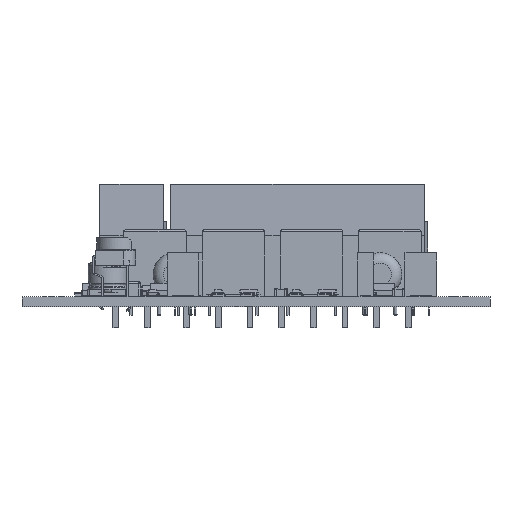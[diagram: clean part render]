
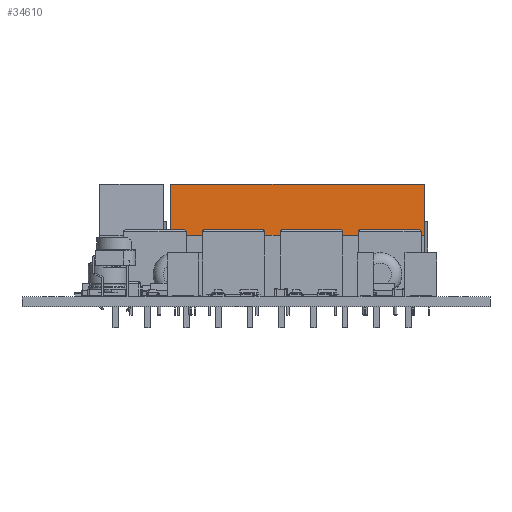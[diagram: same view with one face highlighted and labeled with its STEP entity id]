
A CAD part, front view. The second image highlights one B-rep face of the part: STEP entity #34610.
In plain terms, the highlighted face is planar.
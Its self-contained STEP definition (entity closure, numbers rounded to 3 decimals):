
#34442 = VERTEX_POINT('',#34443);
#34443 = CARTESIAN_POINT('',(-2.54,3.92,9.8));
#34449 = EDGE_CURVE('',#34450,#34442,#34452,.T.);
#34450 = VERTEX_POINT('',#34451);
#34451 = CARTESIAN_POINT('',(-2.54,3.644,18.));
#34452 = LINE('',#34453,#34454);
#34453 = CARTESIAN_POINT('',(-2.54,3.644,18.));
#34454 = VECTOR('',#34455,1.);
#34455 = DIRECTION('',(0.,0.034,-0.999));
#34503 = EDGE_CURVE('',#34450,#34504,#34506,.T.);
#34504 = VERTEX_POINT('',#34505);
#34505 = CARTESIAN_POINT('',(38.1,3.644,18.));
#34506 = LINE('',#34507,#34508);
#34507 = CARTESIAN_POINT('',(-2.54,3.644,18.));
#34508 = VECTOR('',#34509,1.);
#34509 = DIRECTION('',(1.,0.,0.));
#34610 = ADVANCED_FACE('',(#34611),#34629,.T.);
#34611 = FACE_BOUND('',#34612,.T.);
#34612 = EDGE_LOOP('',(#34613,#34614,#34622,#34628));
#34613 = ORIENTED_EDGE('',*,*,#34503,.T.);
#34614 = ORIENTED_EDGE('',*,*,#34615,.T.);
#34615 = EDGE_CURVE('',#34504,#34616,#34618,.T.);
#34616 = VERTEX_POINT('',#34617);
#34617 = CARTESIAN_POINT('',(38.1,3.92,9.8));
#34618 = LINE('',#34619,#34620);
#34619 = CARTESIAN_POINT('',(38.1,3.644,18.));
#34620 = VECTOR('',#34621,1.);
#34621 = DIRECTION('',(0.,0.034,-0.999));
#34622 = ORIENTED_EDGE('',*,*,#34623,.F.);
#34623 = EDGE_CURVE('',#34442,#34616,#34624,.T.);
#34624 = LINE('',#34625,#34626);
#34625 = CARTESIAN_POINT('',(-2.54,3.92,9.8));
#34626 = VECTOR('',#34627,1.);
#34627 = DIRECTION('',(1.,0.,0.));
#34628 = ORIENTED_EDGE('',*,*,#34449,.F.);
#34629 = PLANE('',#34630);
#34630 = AXIS2_PLACEMENT_3D('',#34631,#34632,#34633);
#34631 = CARTESIAN_POINT('',(-2.54,3.644,18.));
#34632 = DIRECTION('',(0.,0.999,0.034));
#34633 = DIRECTION('',(0.,0.034,-0.999));
